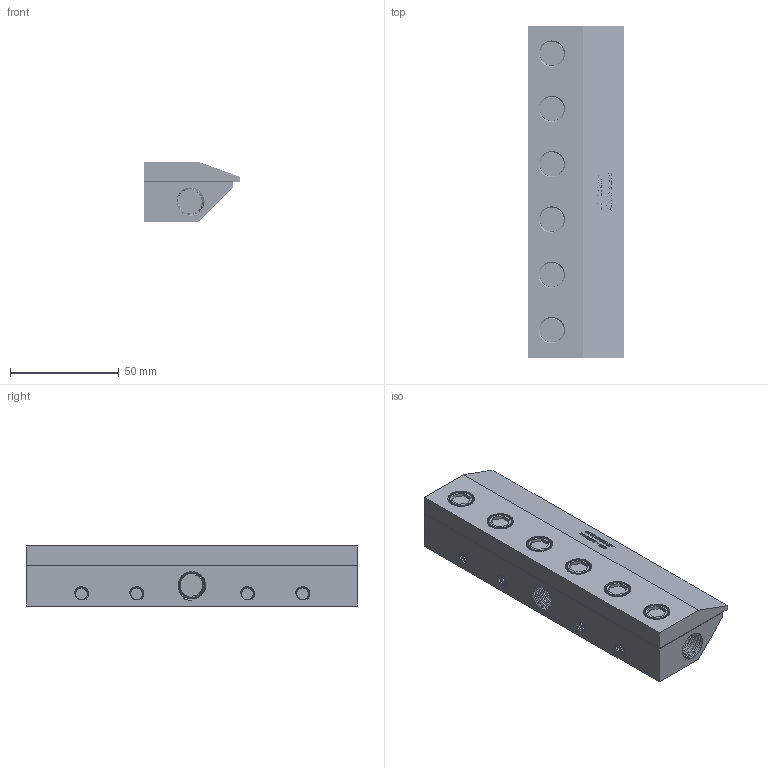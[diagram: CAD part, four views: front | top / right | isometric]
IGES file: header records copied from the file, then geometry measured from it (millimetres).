
Start section: SolidWorks IGES file using analytic representation for surfaces
Global section: file name: 06-X.IGS; native system: SolidWorks 2018; preprocessor: SolidWorks 2018; author: sumanth; date: 200217.093856; units: millimetre
Bounding box: 44.45 x 152.4 x 27.56 mm (x, y, z)
Surface area: 41088.8 mm2 (no closed solid volume)
Topology: 0 solids, 0 shells, 1420 faces, 10186 edges, 10186 vertices
Faces by surface type: bspline 1085, revolution 335
